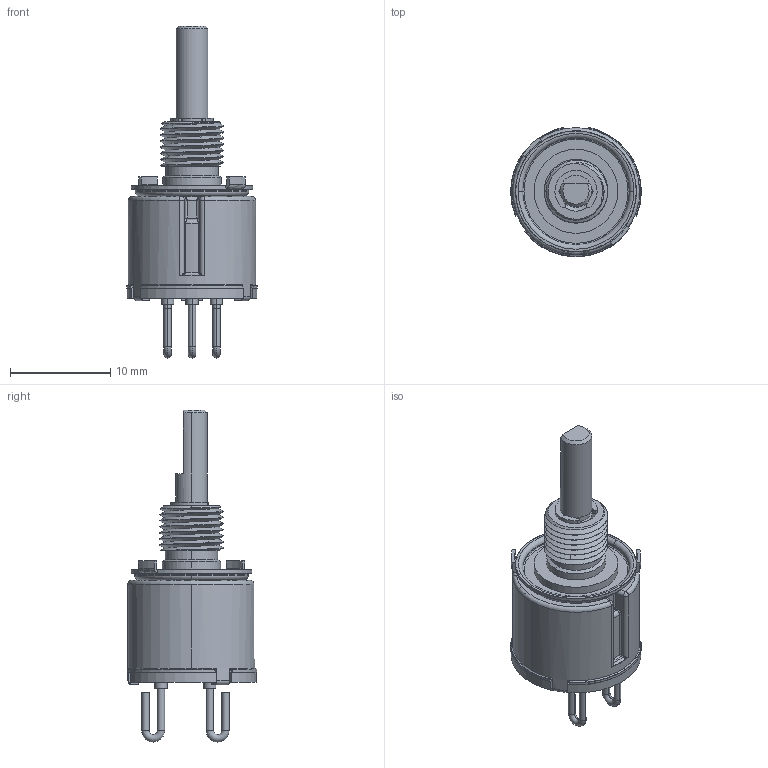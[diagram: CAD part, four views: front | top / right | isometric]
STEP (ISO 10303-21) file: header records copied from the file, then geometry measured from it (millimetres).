
FILE_DESCRIPTION((''),'2;1');
FILE_NAME('30386-20100_ASM','2020-01-17T16:43:30',('LUISC1'),(''),'CREO PARAMETRIC BY PTC INC, 2018050','CREO PARAMETRIC BY PTC INC, 2018050','');
FILE_SCHEMA(('CONFIG_CONTROL_DESIGN'));
Length unit declared in the file: inch
Products named in the file (12): 34200-22301; 32410-33001; J-LEADS; 34756-13002; SHAFT-0; C-S-BACKING; 33756-37801; 34716-00401; 33180-18401; 31567-29101_ASM; 14732-00204; 30386-20100_ASM
Assembly tree (13 placements, depth 3):
  30386-20100_ASM
    34200-22301
    32410-33001
    J-LEADS  x3
    34756-13002
    SHAFT-0
    C-S-BACKING
    31567-29101_ASM
      33756-37801
      34716-00401
      33180-18401
    14732-00204
Bounding box: 13.05 x 12.91 x 33.15 mm (x, y, z)
Volume: 1153.7 mm3; surface area: 2816.2 mm2
Topology: 15 solids, 15 shells, 462 faces, 1117 edges, 705 vertices
Faces by surface type: cylinder 194, plane 163, torus 56, bspline 30, cone 13, sphere 6
Entity records: 16734 total; most frequent: CARTESIAN_POINT 6324, DIRECTION 2193, ORIENTED_EDGE 2106, EDGE_CURVE 1053, AXIS2_PLACEMENT_3D 873, VERTEX_POINT 665, EDGE_LOOP 462, VECTOR 447
